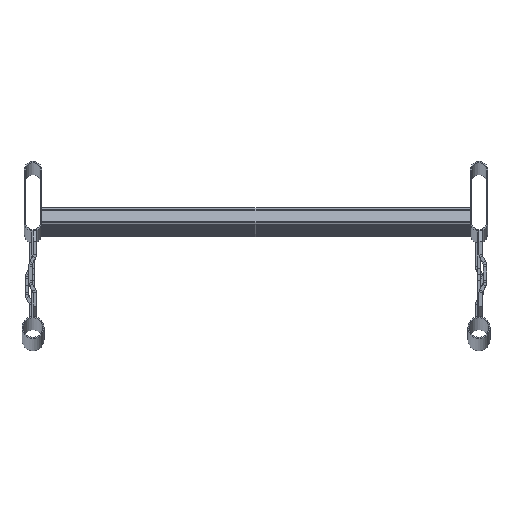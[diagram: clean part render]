
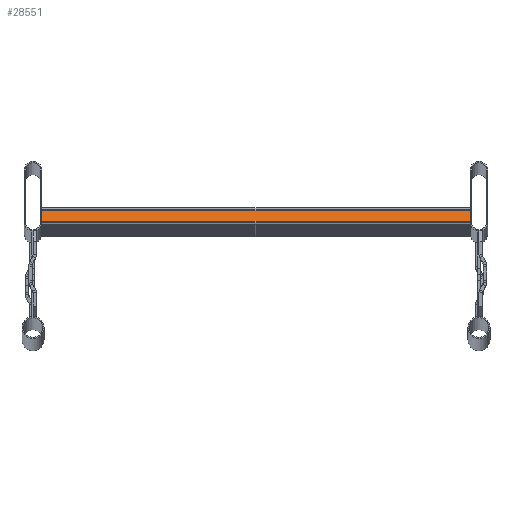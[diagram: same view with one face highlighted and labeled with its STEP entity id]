
A CAD part, top view. The second image highlights one B-rep face of the part: STEP entity #28551.
In plain terms, the highlighted planar face has unit normal (0, 0.314, 0.949).
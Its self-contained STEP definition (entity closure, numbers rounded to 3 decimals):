
#3078 = CARTESIAN_POINT ( 'NONE',  ( -185., -11.715, 2886.067 ) ) ;
#3105 = VERTEX_POINT ( 'NONE', #49826 ) ;
#6245 = LINE ( 'NONE', #44658, #43582 ) ;
#13441 = CARTESIAN_POINT ( 'NONE',  ( 185., -11.715, 2886.067 ) ) ;
#20949 = DIRECTION ( 'NONE',  ( 0., -0.949, 0.314 ) ) ;
#22164 = EDGE_CURVE ( 'NONE', #3105, #76997, #43767, .T. ) ;
#23286 = LINE ( 'NONE', #36687, #60570 ) ;
#28551 = ADVANCED_FACE ( 'NONE', ( #46925 ), #50579, .T. ) ;
#36578 = EDGE_CURVE ( 'NONE', #76997, #51936, #6245, .T. ) ;
#36687 = CARTESIAN_POINT ( 'NONE',  ( 185., -11.715, 2886.067 ) ) ;
#36982 = CARTESIAN_POINT ( 'NONE',  ( 185., -21.715, 2889.374 ) ) ;
#37995 = ORIENTED_EDGE ( 'NONE', *, *, #22164, .F. ) ;
#43582 = VECTOR ( 'NONE', #52140, 1000. ) ;
#43767 = LINE ( 'NONE', #36982, #61238 ) ;
#44658 = CARTESIAN_POINT ( 'NONE',  ( -185., -11.715, 2886.067 ) ) ;
#46925 = FACE_OUTER_BOUND ( 'NONE', #83833, .T. ) ;
#47536 = EDGE_CURVE ( 'NONE', #49153, #51936, #23286, .T. ) ;
#49153 = VERTEX_POINT ( 'NONE', #70768 ) ;
#49826 = CARTESIAN_POINT ( 'NONE',  ( 185., -21.715, 2889.374 ) ) ;
#50579 = PLANE ( 'NONE',  #66039 ) ;
#51817 = DIRECTION ( 'NONE',  ( 0., 0.949, -0.314 ) ) ;
#51936 = VERTEX_POINT ( 'NONE', #3078 ) ;
#52140 = DIRECTION ( 'NONE',  ( 0., 0.949, -0.314 ) ) ;
#59192 = DIRECTION ( 'NONE',  ( -1., 0., 0. ) ) ;
#60570 = VECTOR ( 'NONE', #59192, 1000. ) ;
#61238 = VECTOR ( 'NONE', #66687, 1000. ) ;
#61367 = ORIENTED_EDGE ( 'NONE', *, *, #36578, .F. ) ;
#61726 = LINE ( 'NONE', #66543, #74625 ) ;
#65611 = DIRECTION ( 'NONE',  ( 0., 0.314, 0.949 ) ) ;
#66039 = AXIS2_PLACEMENT_3D ( 'NONE', #13441, #65611, #20949 ) ;
#66543 = CARTESIAN_POINT ( 'NONE',  ( 185., -11.715, 2886.067 ) ) ;
#66687 = DIRECTION ( 'NONE',  ( -1., 0., 0. ) ) ;
#70768 = CARTESIAN_POINT ( 'NONE',  ( 185., -11.715, 2886.067 ) ) ;
#71490 = CARTESIAN_POINT ( 'NONE',  ( -185., -21.715, 2889.374 ) ) ;
#74625 = VECTOR ( 'NONE', #51817, 1000. ) ;
#76997 = VERTEX_POINT ( 'NONE', #71490 ) ;
#83833 = EDGE_LOOP ( 'NONE', ( #61367, #37995, #87026, #91135 ) ) ;
#87026 = ORIENTED_EDGE ( 'NONE', *, *, #92323, .T. ) ;
#91135 = ORIENTED_EDGE ( 'NONE', *, *, #47536, .T. ) ;
#92323 = EDGE_CURVE ( 'NONE', #3105, #49153, #61726, .T. ) ;
